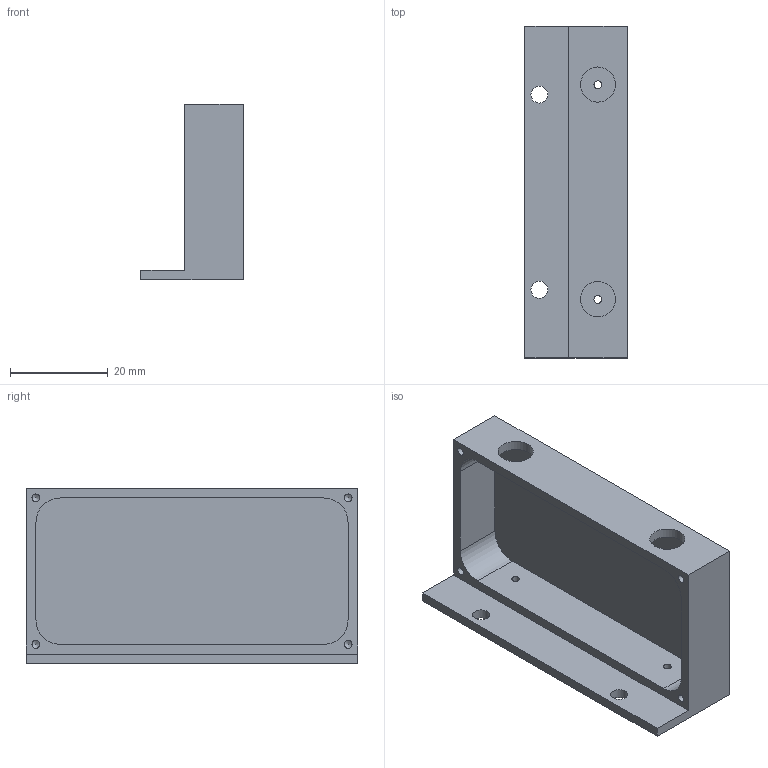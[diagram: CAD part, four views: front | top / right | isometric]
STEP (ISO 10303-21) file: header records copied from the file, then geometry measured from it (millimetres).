
FILE_DESCRIPTION(/* description */ (''),/* implementation_level */ '2;1');
FILE_NAME(/* name */ 'FilterBox_newSize_Sept2023.step',/* time_stamp */ '2023-09-20T18:03:18+02:00',/* author */ (''),/* organization */ (''),/* preprocessor_version */ 'ST-DEVELOPER v20',/* originating_system */ 'Autodesk Translation Framework v12.9.0.99',/* authorisation */ '');
FILE_SCHEMA (('AUTOMOTIVE_DESIGN { 1 0 10303 214 3 1 1 }'));
Length unit declared in the file: millimetre
Products named in the file (1): FusionComponent
Bounding box: 21 x 68 x 36 mm (x, y, z)
Volume: 11329.2 mm3; surface area: 10576.3 mm2
Topology: 1 solids, 1 shells, 31 faces, 80 edges, 52 vertices
Faces by surface type: cylinder 14, plane 13, cone 4
Full cylindrical faces by diameter (mm): 1.623 x6, 3.5 x2, 7.2 x2
Entity records: 994 total; most frequent: DIRECTION 168, CARTESIAN_POINT 160, ORIENTED_EDGE 152, EDGE_CURVE 76, AXIS2_PLACEMENT_3D 60, VERTEX_POINT 52, EDGE_LOOP 48, LINE 48
